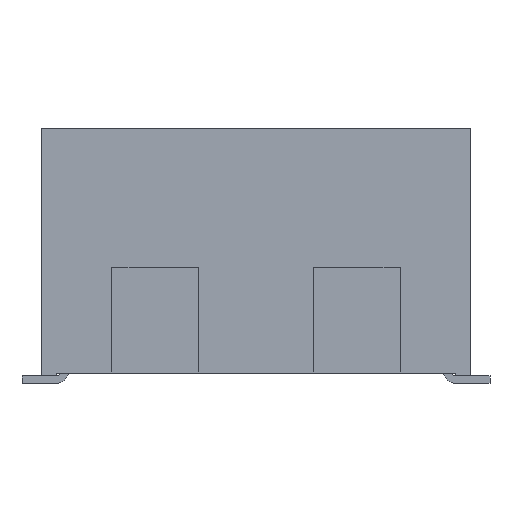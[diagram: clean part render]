
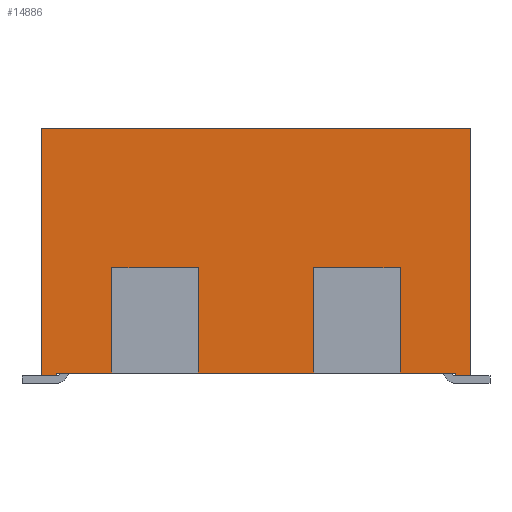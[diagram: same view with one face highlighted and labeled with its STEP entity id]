
A CAD part, front view. The second image highlights one B-rep face of the part: STEP entity #14886.
In plain terms, the highlighted face is planar.
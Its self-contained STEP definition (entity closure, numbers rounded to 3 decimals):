
#1075=ORIENTED_EDGE('',*,*,#4083,.F.);
#1076=ORIENTED_EDGE('',*,*,#4165,.F.);
#1077=ORIENTED_EDGE('',*,*,#4166,.T.);
#1078=ORIENTED_EDGE('',*,*,#4155,.T.);
#1079=ORIENTED_EDGE('',*,*,#4079,.F.);
#1080=ORIENTED_EDGE('',*,*,#4151,.F.);
#1081=ORIENTED_EDGE('',*,*,#4167,.T.);
#1082=ORIENTED_EDGE('',*,*,#4145,.T.);
#1083=ORIENTED_EDGE('',*,*,#4075,.F.);
#1084=ORIENTED_EDGE('',*,*,#3944,.T.);
#1085=ORIENTED_EDGE('',*,*,#3807,.T.);
#1086=ORIENTED_EDGE('',*,*,#4011,.F.);
#1087=ORIENTED_EDGE('',*,*,#4168,.F.);
#1088=ORIENTED_EDGE('',*,*,#3989,.T.);
#1089=ORIENTED_EDGE('',*,*,#3864,.T.);
#1090=ORIENTED_EDGE('',*,*,#3954,.F.);
#3807=EDGE_CURVE('',#5392,#5391,#6425,.T.);
#3864=EDGE_CURVE('',#5445,#5448,#6482,.T.);
#3944=EDGE_CURVE('',#5519,#5392,#6552,.T.);
#3954=EDGE_CURVE('',#5522,#5448,#6557,.T.);
#3989=EDGE_CURVE('',#5537,#5445,#6583,.T.);
#4011=EDGE_CURVE('',#5543,#5391,#6605,.T.);
#4075=EDGE_CURVE('',#5519,#5595,#6669,.T.);
#4079=EDGE_CURVE('',#5598,#5599,#6673,.T.);
#4083=EDGE_CURVE('',#5602,#5522,#6677,.T.);
#4145=EDGE_CURVE('',#5662,#5595,#6739,.T.);
#4151=EDGE_CURVE('',#5666,#5598,#6745,.T.);
#4155=EDGE_CURVE('',#5669,#5599,#6749,.T.);
#4165=EDGE_CURVE('',#5676,#5602,#6759,.T.);
#4166=EDGE_CURVE('',#5676,#5669,#6760,.T.);
#4167=EDGE_CURVE('',#5666,#5662,#6761,.T.);
#4168=EDGE_CURVE('',#5537,#5543,#6762,.T.);
#5391=VERTEX_POINT('',#18778);
#5392=VERTEX_POINT('',#18780);
#5445=VERTEX_POINT('',#18901);
#5448=VERTEX_POINT('',#18906);
#5519=VERTEX_POINT('',#19094);
#5522=VERTEX_POINT('',#19122);
#5537=VERTEX_POINT('',#19206);
#5543=VERTEX_POINT('',#19234);
#5595=VERTEX_POINT('',#19352);
#5598=VERTEX_POINT('',#19358);
#5599=VERTEX_POINT('',#19360);
#5602=VERTEX_POINT('',#19366);
#5662=VERTEX_POINT('',#19491);
#5666=VERTEX_POINT('',#19503);
#5669=VERTEX_POINT('',#19511);
#5676=VERTEX_POINT('',#19529);
#6425=LINE('',#18779,#7557);
#6482=LINE('',#18907,#7614);
#6552=LINE('',#19093,#7684);
#6557=LINE('',#19123,#7689);
#6583=LINE('',#19205,#7715);
#6605=LINE('',#19236,#7737);
#6669=LINE('',#19351,#7801);
#6673=LINE('',#19359,#7805);
#6677=LINE('',#19367,#7809);
#6739=LINE('',#19490,#7871);
#6745=LINE('',#19502,#7877);
#6749=LINE('',#19510,#7881);
#6759=LINE('',#19530,#7891);
#6760=LINE('',#19532,#7892);
#6761=LINE('',#19533,#7893);
#6762=LINE('',#19534,#7894);
#7557=VECTOR('',#16217,1000.);
#7614=VECTOR('',#16302,1000.);
#7684=VECTOR('',#16384,1000.);
#7689=VECTOR('',#16391,1000.);
#7715=VECTOR('',#16429,1000.);
#7737=VECTOR('',#16453,1000.);
#7801=VECTOR('',#16519,1000.);
#7805=VECTOR('',#16523,1000.);
#7809=VECTOR('',#16527,1000.);
#7871=VECTOR('',#16593,1000.);
#7877=VECTOR('',#16603,1000.);
#7881=VECTOR('',#16609,1000.);
#7891=VECTOR('',#16623,1000.);
#7892=VECTOR('',#16626,1000.);
#7893=VECTOR('',#16627,1000.);
#7894=VECTOR('',#16628,1000.);
#8737=EDGE_LOOP('',(#1075,#1076,#1077,#1078,#1079,#1080,#1081,#1082,#1083,
#1084,#1085,#1086,#1087,#1088,#1089,#1090));
#9455=FACE_BOUND('',#8737,.T.);
#10133=PLANE('',#15503);
#14886=ADVANCED_FACE('',(#9455),#10133,.T.);
#15503=AXIS2_PLACEMENT_3D('',#19531,#16624,#16625);
#16217=DIRECTION('',(0.,1.,0.));
#16302=DIRECTION('',(0.,1.,0.));
#16384=DIRECTION('',(0.,0.,-1.));
#16391=DIRECTION('',(0.,0.,-1.));
#16429=DIRECTION('',(0.,0.,-1.));
#16453=DIRECTION('',(0.,0.,-1.));
#16519=DIRECTION('',(0.,-1.,0.));
#16523=DIRECTION('',(0.,-1.,0.));
#16527=DIRECTION('',(0.,-1.,0.));
#16593=DIRECTION('',(0.,0.,-1.));
#16603=DIRECTION('',(0.,0.,-1.));
#16609=DIRECTION('',(0.,0.,-1.));
#16623=DIRECTION('',(0.,0.,-1.));
#16624=DIRECTION('',(1.,0.,0.));
#16625=DIRECTION('',(0.,0.,-1.));
#16626=DIRECTION('',(0.,1.,0.));
#16627=DIRECTION('',(0.,1.,0.));
#16628=DIRECTION('',(0.,1.,0.));
#18778=CARTESIAN_POINT('',(8.75,7.35,0.25));
#18779=CARTESIAN_POINT('',(8.75,-7.35,0.25));
#18780=CARTESIAN_POINT('',(8.75,6.825,0.25));
#18901=CARTESIAN_POINT('',(8.75,-7.35,0.25));
#18906=CARTESIAN_POINT('',(8.75,-6.825,0.25));
#18907=CARTESIAN_POINT('',(8.75,-7.35,0.25));
#19093=CARTESIAN_POINT('',(8.75,6.825,0.35));
#19094=CARTESIAN_POINT('',(8.75,6.825,0.35));
#19122=CARTESIAN_POINT('',(8.75,-6.825,0.35));
#19123=CARTESIAN_POINT('',(8.75,-6.825,0.35));
#19205=CARTESIAN_POINT('',(8.75,-7.35,5.9));
#19206=CARTESIAN_POINT('',(8.75,-7.35,8.7));
#19234=CARTESIAN_POINT('',(8.75,7.35,8.7));
#19236=CARTESIAN_POINT('',(8.75,7.35,5.9));
#19351=CARTESIAN_POINT('',(8.75,6.825,0.35));
#19352=CARTESIAN_POINT('',(8.75,4.925,0.35));
#19358=CARTESIAN_POINT('',(8.75,1.975,0.35));
#19359=CARTESIAN_POINT('',(8.75,6.825,0.35));
#19360=CARTESIAN_POINT('',(8.75,-1.975,0.35));
#19366=CARTESIAN_POINT('',(8.75,-4.925,0.35));
#19367=CARTESIAN_POINT('',(8.75,6.825,0.35));
#19490=CARTESIAN_POINT('',(8.75,4.925,4.5));
#19491=CARTESIAN_POINT('',(8.75,4.925,3.95));
#19502=CARTESIAN_POINT('',(8.75,1.975,4.5));
#19503=CARTESIAN_POINT('',(8.75,1.975,3.95));
#19510=CARTESIAN_POINT('',(8.75,-1.975,4.5));
#19511=CARTESIAN_POINT('',(8.75,-1.975,3.95));
#19529=CARTESIAN_POINT('',(8.75,-4.925,3.95));
#19530=CARTESIAN_POINT('',(8.75,-4.925,4.5));
#19531=CARTESIAN_POINT('',(8.75,-7.35,5.9));
#19532=CARTESIAN_POINT('',(8.75,-7.35,3.95));
#19533=CARTESIAN_POINT('',(8.75,-7.35,3.95));
#19534=CARTESIAN_POINT('',(8.75,-7.35,8.7));
